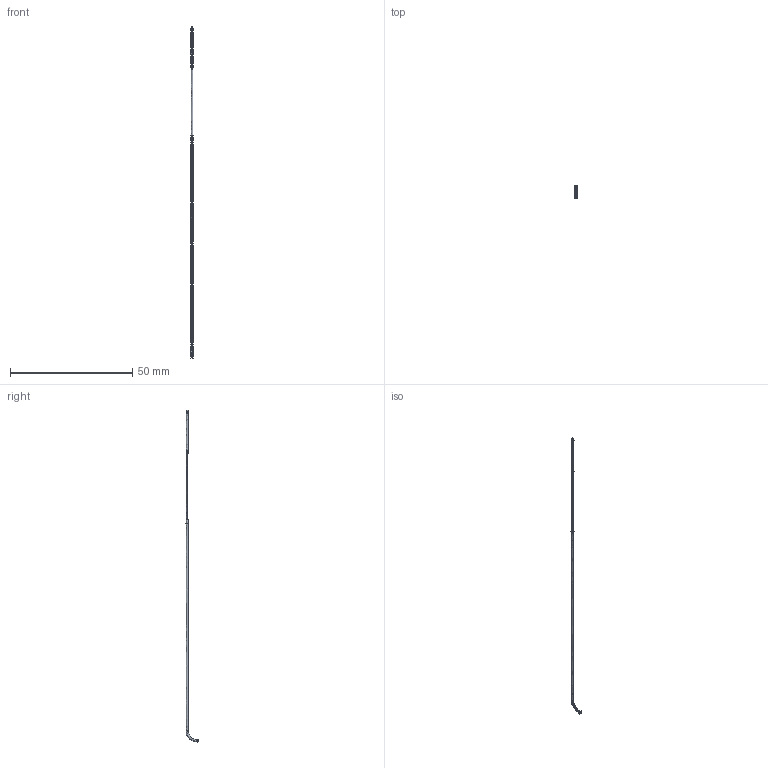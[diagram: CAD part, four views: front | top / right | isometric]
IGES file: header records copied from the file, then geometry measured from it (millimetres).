
Start section:  PTC IGES file: 192764.igs
Global section: file name: 192764.igs; native system: Creo Parametric by PTC Inc.; preprocessor: 2016260; author: pdmadmin; organization: Unknown; date: 20171116.142835; units: millimetre
Bounding box: 1.13 x 5.04 x 135.55 mm (x, y, z)
Volume: 47 mm3; surface area: 2925 mm2
Topology: 5 solids, 5 shells, 68 faces, 312 edges, 400 vertices
Faces by surface type: revolution 48, bspline 20
